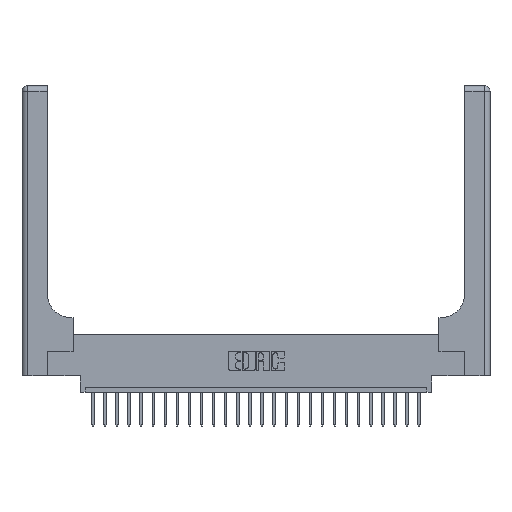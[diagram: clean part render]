
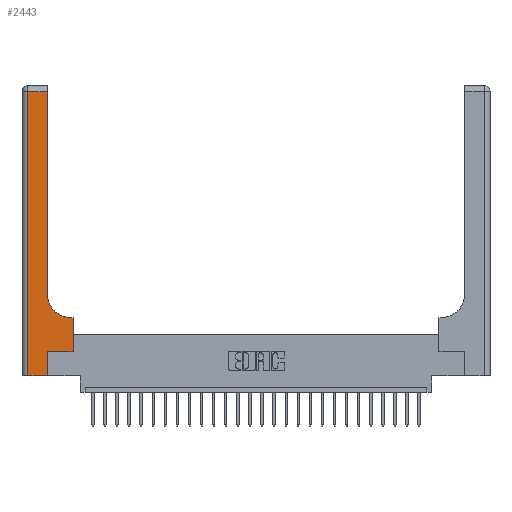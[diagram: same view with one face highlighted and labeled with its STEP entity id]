
A CAD part, top view. The second image highlights one B-rep face of the part: STEP entity #2443.
In plain terms, the highlighted planar face has unit normal (0, 0, 1).
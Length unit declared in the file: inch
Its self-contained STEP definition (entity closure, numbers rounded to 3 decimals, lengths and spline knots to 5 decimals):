
#491 = DIRECTION ( 'NONE',  ( 1., 0., 0. ) ) ;
#1040 = DIRECTION ( 'NONE',  ( 1., 0., 0. ) ) ;
#1188 = ORIENTED_EDGE ( 'NONE', *, *, #14508, .T. ) ;
#1580 = CARTESIAN_POINT ( 'NONE',  ( 0.528, 0.6, 0.37 ) ) ;
#2443 = ADVANCED_FACE ( 'NONE', ( #22241 ), #22368, .F. ) ;
#2569 = VERTEX_POINT ( 'NONE', #5030 ) ;
#2721 = EDGE_CURVE ( 'NONE', #7554, #18122, #9330, .T. ) ;
#2788 = CARTESIAN_POINT ( 'NONE',  ( 0.265, 0., 0.37 ) ) ;
#2846 = EDGE_CURVE ( 'NONE', #7360, #3234, #12190, .T. ) ;
#3234 = VERTEX_POINT ( 'NONE', #2788 ) ;
#4897 = DIRECTION ( 'NONE',  ( 0., -1., 0. ) ) ;
#5030 = CARTESIAN_POINT ( 'NONE',  ( 0.26, 0.85, 0.37 ) ) ;
#5088 = LINE ( 'NONE', #12938, #5886 ) ;
#5683 = ORIENTED_EDGE ( 'NONE', *, *, #12224, .T. ) ;
#5771 = CARTESIAN_POINT ( 'NONE',  ( 0.26, 3., 0.37 ) ) ;
#5886 = VECTOR ( 'NONE', #22688, 39.37008 ) ;
#6237 = VECTOR ( 'NONE', #7173, 39.37008 ) ;
#7173 = DIRECTION ( 'NONE',  ( 0., 1., 0. ) ) ;
#7182 = CARTESIAN_POINT ( 'NONE',  ( 0., 3., 0.37 ) ) ;
#7300 = CARTESIAN_POINT ( 'NONE',  ( 0.265, 0.25, 0.37 ) ) ;
#7360 = VERTEX_POINT ( 'NONE', #15915 ) ;
#7554 = VERTEX_POINT ( 'NONE', #1580 ) ;
#8172 = VERTEX_POINT ( 'NONE', #13649 ) ;
#8617 = CARTESIAN_POINT ( 'NONE',  ( 0.51, 0.6, 0.37 ) ) ;
#8685 = LINE ( 'NONE', #14650, #24110 ) ;
#8954 = ORIENTED_EDGE ( 'NONE', *, *, #23091, .T. ) ;
#9330 = LINE ( 'NONE', #17069, #17058 ) ;
#9541 = ORIENTED_EDGE ( 'NONE', *, *, #23889, .T. ) ;
#9824 = ORIENTED_EDGE ( 'NONE', *, *, #2846, .T. ) ;
#10258 = LINE ( 'NONE', #12404, #17222 ) ;
#10575 = ORIENTED_EDGE ( 'NONE', *, *, #2721, .T. ) ;
#10576 = ORIENTED_EDGE ( 'NONE', *, *, #21671, .T. ) ;
#10592 = CARTESIAN_POINT ( 'NONE',  ( 0.06, 3., 0.37 ) ) ;
#11936 = DIRECTION ( 'NONE',  ( -1., 0., 0. ) ) ;
#12038 = AXIS2_PLACEMENT_3D ( 'NONE', #7182, #22494, #14908 ) ;
#12190 = LINE ( 'NONE', #16495, #20302 ) ;
#12224 = EDGE_CURVE ( 'NONE', #18122, #2569, #21065, .T. ) ;
#12404 = CARTESIAN_POINT ( 'NONE',  ( 0., 2.94, 0.37 ) ) ;
#12938 = CARTESIAN_POINT ( 'NONE',  ( 0.528, 0.25, 0.37 ) ) ;
#13203 = CARTESIAN_POINT ( 'NONE',  ( 0.265, 0.25, 0.37 ) ) ;
#13390 = VECTOR ( 'NONE', #22449, 39.37008 ) ;
#13541 = CARTESIAN_POINT ( 'NONE',  ( 0.51, 0.85, 0.37 ) ) ;
#13649 = CARTESIAN_POINT ( 'NONE',  ( 0.528, 0.25, 0.37 ) ) ;
#13922 = DIRECTION ( 'NONE',  ( -1., 0., 0. ) ) ;
#14388 = DIRECTION ( 'NONE',  ( 0., 1., 0. ) ) ;
#14508 = EDGE_CURVE ( 'NONE', #24120, #8172, #24615, .T. ) ;
#14650 = CARTESIAN_POINT ( 'NONE',  ( 0.265, 0., 0.37 ) ) ;
#14908 = DIRECTION ( 'NONE',  ( -1., 0., 0. ) ) ;
#15915 = CARTESIAN_POINT ( 'NONE',  ( 0.06, 0., 0.37 ) ) ;
#16495 = CARTESIAN_POINT ( 'NONE',  ( 0., 0., 0.37 ) ) ;
#16726 = EDGE_LOOP ( 'NONE', ( #23589, #10576, #8954, #9824, #9541, #1188, #21721, #10575, #5683 ) ) ;
#17058 = VECTOR ( 'NONE', #11936, 39.37008 ) ;
#17069 = CARTESIAN_POINT ( 'NONE',  ( 0.26, 0.6, 0.37 ) ) ;
#17118 = CARTESIAN_POINT ( 'NONE',  ( 0.26, 2.94, 0.37 ) ) ;
#17222 = VECTOR ( 'NONE', #13922, 39.37008 ) ;
#18122 = VERTEX_POINT ( 'NONE', #8617 ) ;
#18601 = EDGE_CURVE ( 'NONE', #2569, #23282, #21101, .T. ) ;
#18819 = VERTEX_POINT ( 'NONE', #21465 ) ;
#20245 = AXIS2_PLACEMENT_3D ( 'NONE', #13541, #23536, #491 ) ;
#20302 = VECTOR ( 'NONE', #1040, 39.37008 ) ;
#20903 = VECTOR ( 'NONE', #4897, 39.37008 ) ;
#21065 = CIRCLE ( 'NONE', #20245, 0.25 ) ;
#21101 = LINE ( 'NONE', #5771, #6237 ) ;
#21402 = EDGE_CURVE ( 'NONE', #8172, #7554, #5088, .T. ) ;
#21465 = CARTESIAN_POINT ( 'NONE',  ( 0.06, 2.94, 0.37 ) ) ;
#21671 = EDGE_CURVE ( 'NONE', #23282, #18819, #10258, .T. ) ;
#21721 = ORIENTED_EDGE ( 'NONE', *, *, #21402, .T. ) ;
#22104 = LINE ( 'NONE', #10592, #20903 ) ;
#22241 = FACE_OUTER_BOUND ( 'NONE', #16726, .T. ) ;
#22368 = PLANE ( 'NONE',  #12038 ) ;
#22449 = DIRECTION ( 'NONE',  ( 1., 0., 0. ) ) ;
#22494 = DIRECTION ( 'NONE',  ( 0., 0., -1. ) ) ;
#22688 = DIRECTION ( 'NONE',  ( 0., 1., 0. ) ) ;
#23091 = EDGE_CURVE ( 'NONE', #18819, #7360, #22104, .T. ) ;
#23282 = VERTEX_POINT ( 'NONE', #17118 ) ;
#23536 = DIRECTION ( 'NONE',  ( 0., 0., -1. ) ) ;
#23589 = ORIENTED_EDGE ( 'NONE', *, *, #18601, .T. ) ;
#23889 = EDGE_CURVE ( 'NONE', #3234, #24120, #8685, .T. ) ;
#24110 = VECTOR ( 'NONE', #14388, 39.37008 ) ;
#24120 = VERTEX_POINT ( 'NONE', #7300 ) ;
#24615 = LINE ( 'NONE', #13203, #13390 ) ;
